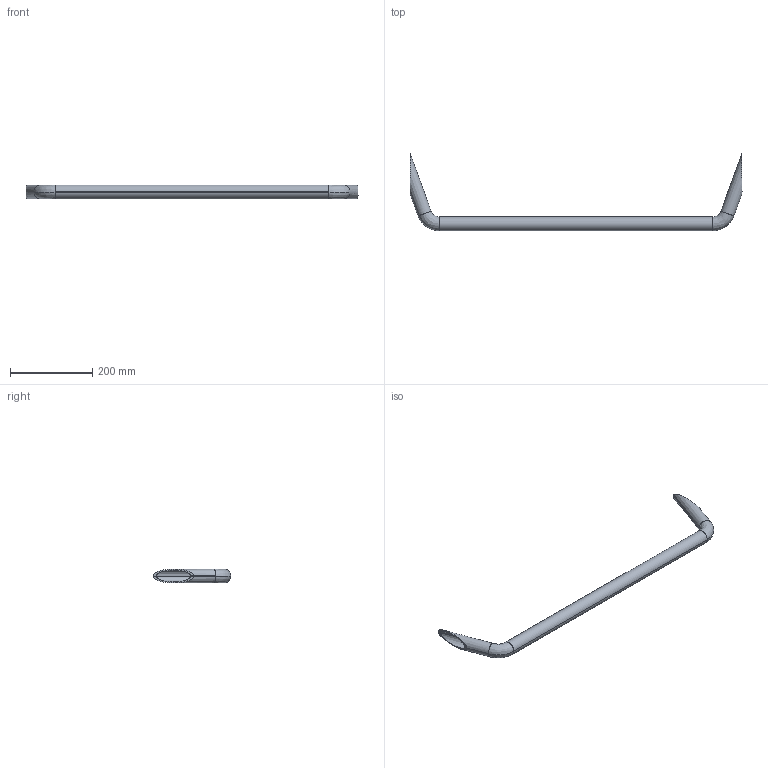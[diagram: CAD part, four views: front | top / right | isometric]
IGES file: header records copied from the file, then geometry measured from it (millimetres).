
Start section: SolidWorks IGES file using analytic representation for surfaces
Global section: file name: Axe Suspension AV CK 1926 Ford Sprint v3a.IGS; native system: SolidWorks 2017; preprocessor: SolidWorks 2017; author: Tarkus; date: 200703.093527; units: millimetre
Bounding box: 807.36 x 188.57 x 33.7 mm (x, y, z)
Surface area: 192151.6 mm2 (no closed solid volume)
Topology: 0 solids, 0 shells, 30 faces, 1544 edges, 1544 vertices
Faces by surface type: bspline 18, revolution 12
